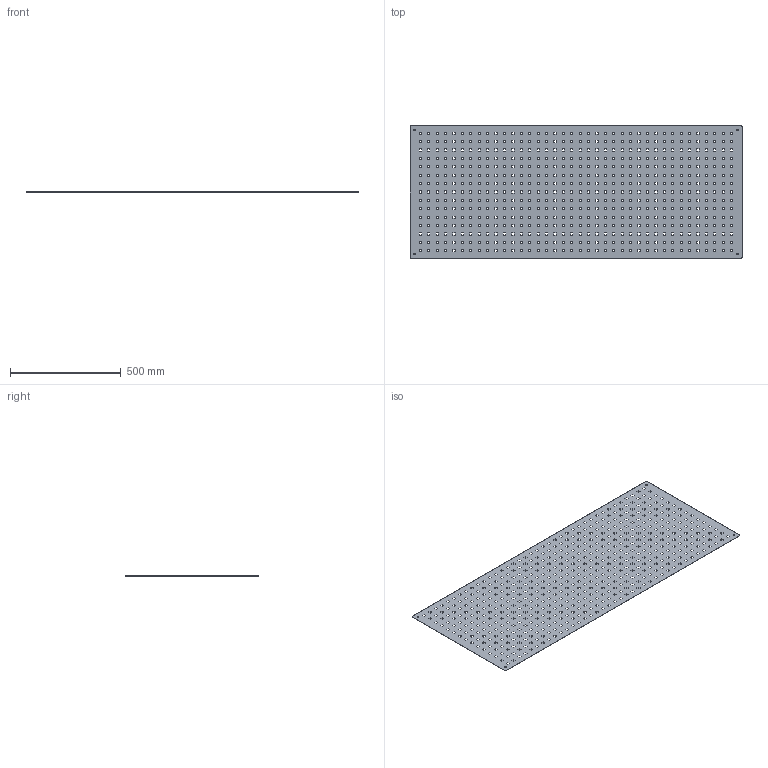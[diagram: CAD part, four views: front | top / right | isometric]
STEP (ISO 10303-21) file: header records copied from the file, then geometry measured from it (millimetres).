
FILE_DESCRIPTION (( 'STEP AP214' ), '1' );
FILE_NAME ('Ñáîðêà1.STEP', '2022-08-16T11:57:46', ( '' ), ( '' ), 'SwSTEP 2.0', 'SolidWorks 2022', '' );
FILE_SCHEMA (( 'AUTOMOTIVE_DESIGN' ));
Length unit declared in the file: millimetre
Products named in the file (2): SNSS.40.038 Перфорированная панель 1500x600_1; Сборка1
Assembly tree (1 placements, depth 2):
  Сборка1
    SNSS.40.038 Перфорированная панель 1500x600_1
Bounding box: 1500 x 600 x 1 mm (x, y, z)
Volume: 842767.3 mm3; surface area: 1712629.1 mm2
Topology: 1 solids, 1 shells, 2298 faces, 6888 edges, 4592 vertices
Faces by surface type: plane 2286, cylinder 12
Entity records: 78178 total; most frequent: CARTESIAN_POINT 13782, ORIENTED_EDGE 13776, DIRECTION 11516, EDGE_CURVE 6888, LINE 6864, VECTOR 6864, VERTEX_POINT 4592, EDGE_LOOP 3446
